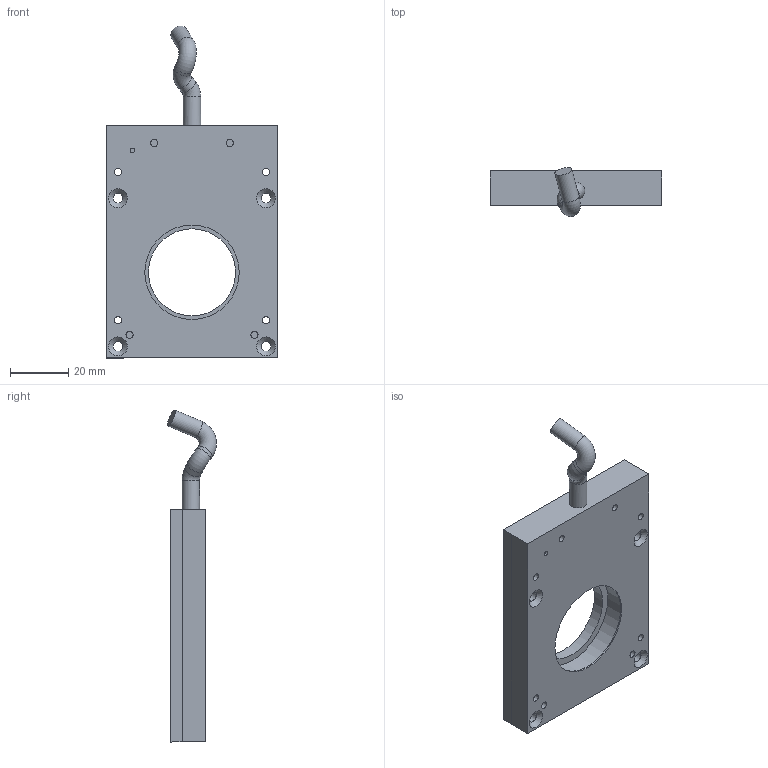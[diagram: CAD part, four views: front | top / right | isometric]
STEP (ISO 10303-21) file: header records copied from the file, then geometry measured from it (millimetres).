
FILE_DESCRIPTION(/* description */ ('>>BEZEICHNUNG<<'),/* implementation_level */ '2;1');
FILE_NAME(/* name */ 'vicolux_RR19-8.stp',/* time_stamp */ '2015-04-13T15:04:53+02:00',/* author */ ('REGENSPURG'),/* organization */ ('Vision & Control'),/* preprocessor_version */ 'ST-DEVELOPER v15.2',/* originating_system */ 'Autodesk Inventor 2014',/* authorisation */ '');
FILE_SCHEMA (('AUTOMOTIVE_DESIGN { 1 0 10303 214 3 1 1 }'));
Length unit declared in the file: millimetre
Products named in the file (1): vicolux_RR19-8
Bounding box: 59 x 16.87 x 114.28 mm (x, y, z)
Volume: 46480.4 mm3; surface area: 14588.3 mm2
Topology: 1 solids, 1 shells, 101 faces, 227 edges, 148 vertices
Faces by surface type: plane 53, cylinder 32, cone 13, torus 3
Full cylindrical faces by diameter (mm): 1.57 x1, 2.46 x8, 3.4 x12, 6 x8, 29.96 x1, 32.5 x1, 35 x1
Entity records: 2686 total; most frequent: DIRECTION 451, CARTESIAN_POINT 411, ORIENTED_EDGE 340, EDGE_LOOP 187, AXIS2_PLACEMENT_3D 179, EDGE_CURVE 170, VERTEX_POINT 139, STYLED_ITEM 102
